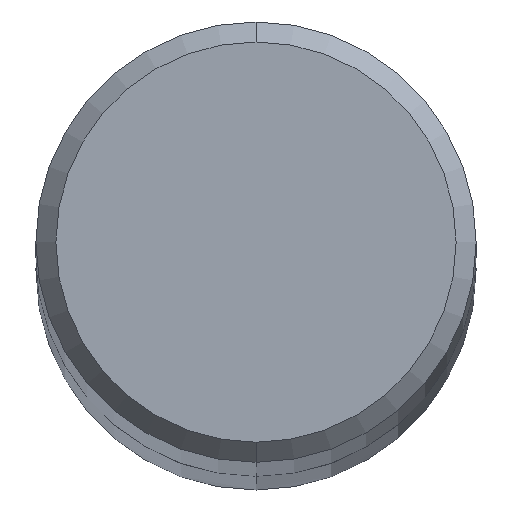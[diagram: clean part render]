
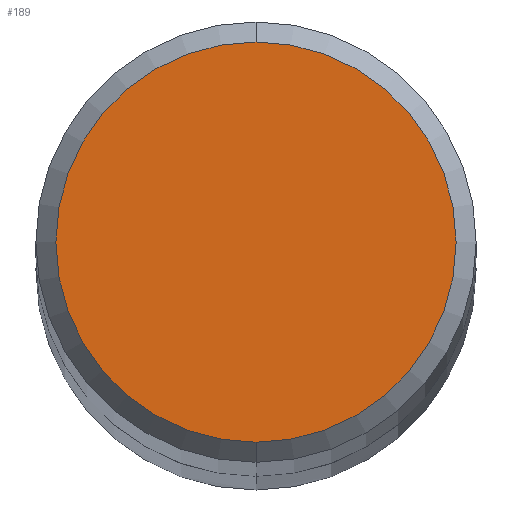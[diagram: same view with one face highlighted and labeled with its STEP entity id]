
A CAD part, top view. The second image highlights one B-rep face of the part: STEP entity #189.
In plain terms, the highlighted planar face has unit normal (0, 0, 1).
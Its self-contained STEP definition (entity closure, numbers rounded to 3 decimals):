
#189=ADVANCED_FACE('',(#464),#465,.T.);
#191=EDGE_CURVE('',#381,#213,#467,.T.);
#213=VERTEX_POINT('',#490);
#323=EDGE_CURVE('',#213,#381,#610,.T.);
#381=VERTEX_POINT('',#674);
#464=FACE_OUTER_BOUND('',#811,.T.);
#465=PLANE('',#812);
#467=CIRCLE('',#815,1.0);
#490=CARTESIAN_POINT('',(0.,-1.0,38.0));
#610=CIRCLE('',#1122,1.0);
#674=CARTESIAN_POINT('',(0.0,1.0,38.0));
#811=EDGE_LOOP('',(#1419,#1420));
#812=AXIS2_PLACEMENT_3D('',#1421,#1422,#1423);
#815=AXIS2_PLACEMENT_3D('',#1424,#1425,#1426);
#1122=AXIS2_PLACEMENT_3D('',#1577,#1578,#1579);
#1419=ORIENTED_EDGE('',*,*,#191,.F.);
#1420=ORIENTED_EDGE('',*,*,#323,.F.);
#1421=CARTESIAN_POINT('',(0.0,0.5,38.0));
#1422=DIRECTION('',(0.0,0.0,1.0));
#1423=DIRECTION('',(0.0,-1.0,0.0));
#1424=CARTESIAN_POINT('',(0.0,0.0,38.0));
#1425=DIRECTION('',(0.0,0.0,-1.0));
#1426=DIRECTION('',(0.0,1.0,0.0));
#1577=CARTESIAN_POINT('',(0.0,0.0,38.0));
#1578=DIRECTION('',(0.0,0.0,-1.0));
#1579=DIRECTION('',(0.0,1.0,0.0));
